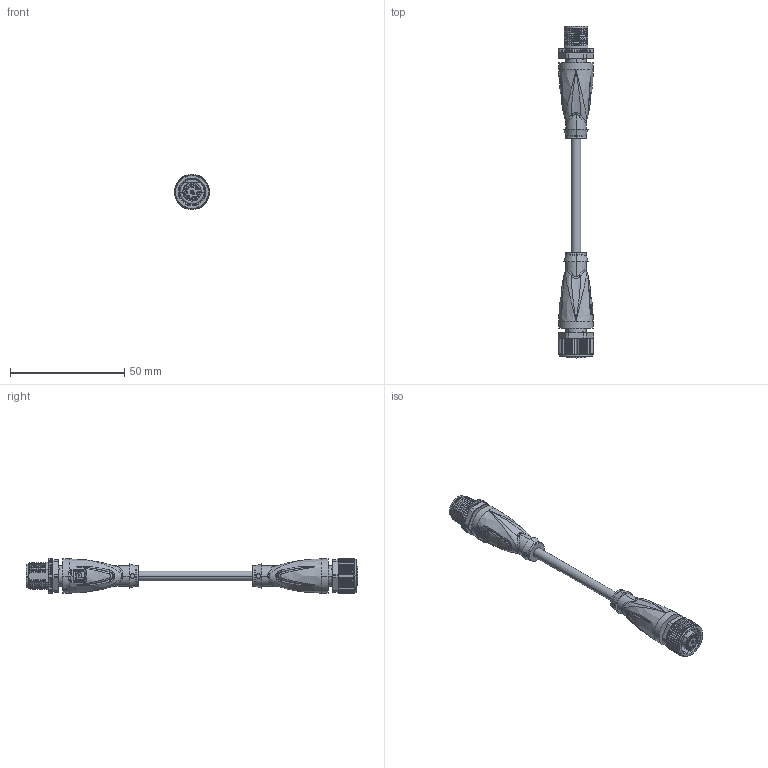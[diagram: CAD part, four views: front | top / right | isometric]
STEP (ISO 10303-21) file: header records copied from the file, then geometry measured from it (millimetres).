
FILE_DESCRIPTION(('STEP AP214'),'1');
FILE_NAME('cctmp_50165C14-9463-4557-B1A5-198AA595E157_2022_04_27_10_54_44_0638..stp','2022-04-27T08:54:55',('KiM GmbH'),('CADClick - www.CADClick.com'),'Spatial InterOp 3D postprocessed',' ','unknown authorization');
FILE_SCHEMA(('AUTOMOTIVE_DESIGN'));
Length unit declared in the file: millimetre
Products named in the file (9): Connection2; Connection2_2; Connection2_1; T196180_1; Cable; Connection1; Connection1_2; Connection1_1; T196180
Assembly tree (8 placements, depth 4):
  T196180
    T196180_1
      Connection2
        Connection2_2
        Connection2_1
      Cable
      Connection1
        Connection1_2
        Connection1_1
Bounding box: 15.4 x 145.2 x 15.37 mm (x, y, z)
Volume: 11962.7 mm3; surface area: 9097.6 mm2
Topology: 7 solids, 27 shells, 2663 faces, 7030 edges, 4468 vertices
Faces by surface type: plane 1343, cylinder 561, torus 331, bspline 254, cone 162, sphere 8, extrusion 4
Entity records: 116444 total; most frequent: CARTESIAN_POINT 43708, ORIENTED_EDGE 13950, DIRECTION 12865, EDGE_CURVE 6997, VERTEX_POINT 4468, AXIS2_PLACEMENT_3D 4455, VECTOR 3955, LINE 3951
